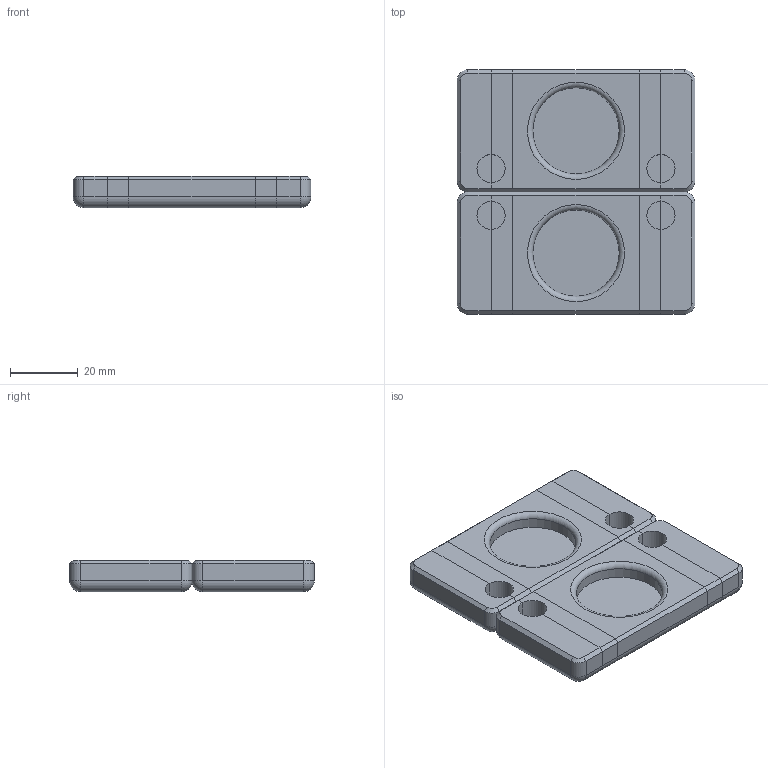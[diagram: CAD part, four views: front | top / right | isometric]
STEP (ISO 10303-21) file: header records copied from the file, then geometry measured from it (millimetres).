
FILE_DESCRIPTION(/* description */ ('','CAx-IF Rec.Pracs.---Representation and Presentation of Product Manufacturing Information (PMI)---4.0---2014-10-13'),/* implementation_level */ '2;1');
FILE_NAME(/* name */ 'WeddingRingBox.step',/* time_stamp */ '2025-05-06T09:32:48-05:00',/* author */ (''),/* organization */ (''),/* preprocessor_version */ 'ST-DEVELOPER v20',/* originating_system */ 'Autodesk Translation Framework v13.20.0.188',/* authorisation */ '');
FILE_SCHEMA (('AP242_MANAGED_MODEL_BASED_3D_ENGINEERING_MIM_LF { 1 0 10303 442 1 1 4 }'));
Length unit declared in the file: millimetre
Products named in the file (3): WeddingRingBox; Top; Bottom
Assembly tree (2 placements, depth 2):
  WeddingRingBox
    Top
    Bottom
Bounding box: 70 x 72 x 9.25 mm (x, y, z)
Volume: 38819.8 mm3; surface area: 19237.1 mm2
Topology: 10 solids, 10 shells, 154 faces, 355 edges, 223 vertices
Faces by surface type: plane 94, cylinder 42, cone 8, sphere 8, torus 2
Full cylindrical faces by diameter (mm): 25.4 x2
Entity records: 4392 total; most frequent: DIRECTION 770, CARTESIAN_POINT 737, ORIENTED_EDGE 710, EDGE_CURVE 355, LINE 258, VECTOR 258, AXIS2_PLACEMENT_3D 256, VERTEX_POINT 223
